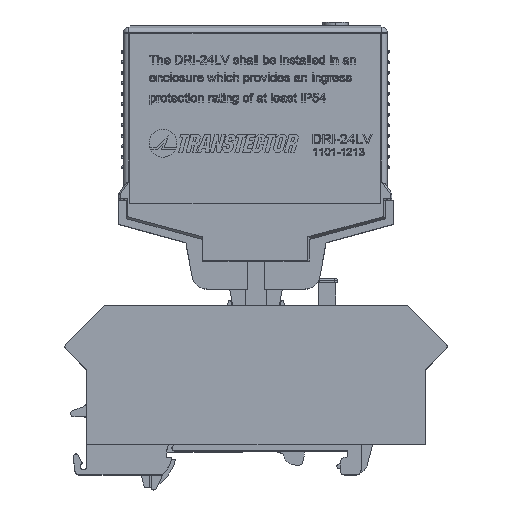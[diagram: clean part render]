
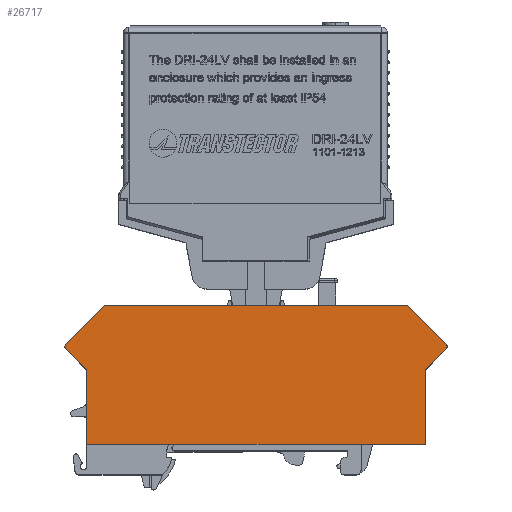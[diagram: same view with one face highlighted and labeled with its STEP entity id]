
A CAD part, top view. The second image highlights one B-rep face of the part: STEP entity #26717.
In plain terms, the highlighted free-form (B-spline) face has degree [1, 1] with [4, 2] control points.
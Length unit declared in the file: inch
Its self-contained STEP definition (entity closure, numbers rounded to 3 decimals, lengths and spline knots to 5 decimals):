
#2596 = LINE ( 'NONE', #41790, #57876 ) ;
#5318 = CARTESIAN_POINT ( 'NONE',  ( -1.13386, 1.08661, 0.09843 ) ) ;
#6216 = CARTESIAN_POINT ( 'NONE',  ( 1.26969, 0.60771, 0.09843 ) ) ;
#6374 = CARTESIAN_POINT ( 'NONE',  ( -1.43307, 0.04724, 0.09843 ) ) ;
#8646 = VERTEX_POINT ( 'NONE', #106430 ) ;
#9053 = EDGE_CURVE ( 'NONE', #128803, #8646, #168565, .T. ) ;
#12312 = CARTESIAN_POINT ( 'NONE',  ( 1.13386, 1.08661, 0.09843 ) ) ;
#14215 = DIRECTION ( 'NONE',  ( 0., -1., 0. ) ) ;
#14848 = VECTOR ( 'NONE', #119902, 39.37008 ) ;
#19971 = VERTEX_POINT ( 'NONE', #5318 ) ;
#21163 = CARTESIAN_POINT ( 'NONE',  ( 1.42731, 0.76533, 0.09843 ) ) ;
#22625 = CARTESIAN_POINT ( 'NONE',  ( -1.43307, 1.08661, 0.09843 ) ) ;
#25001 = CARTESIAN_POINT ( 'NONE',  ( -1.28058, 0.93989, 0.09843 ) ) ;
#25121 = ORIENTED_EDGE ( 'NONE', *, *, #196377, .F. ) ;
#26026 = LINE ( 'NONE', #124432, #129617 ) ;
#26717 = ADVANCED_FACE ( 'NONE', ( #184661 ), #114140, .T. ) ;
#30755 = EDGE_CURVE ( 'NONE', #167942, #163020, #184014, .T. ) ;
#32300 = ORIENTED_EDGE ( 'NONE', *, *, #41984, .T. ) ;
#32760 = EDGE_LOOP ( 'NONE', ( #119791, #142595, #39918, #84741, #198795, #171575, #70315, #32300, #152053, #25121 ) ) ;
#39918 = ORIENTED_EDGE ( 'NONE', *, *, #80820, .F. ) ;
#41790 = CARTESIAN_POINT ( 'NONE',  ( 1.26969, 0.04724, 0.09843 ) ) ;
#41984 = EDGE_CURVE ( 'NONE', #69923, #128803, #2596, .T. ) ;
#49273 = EDGE_CURVE ( 'NONE', #125838, #62085, #26026, .T. ) ;
#49754 = VERTEX_POINT ( 'NONE', #107990 ) ;
#55006 = CARTESIAN_POINT ( 'NONE',  ( -1.42731, 0.79317, 0.09843 ) ) ;
#55500 = CARTESIAN_POINT ( 'NONE',  ( 1.43307, 0.04724, 0.09843 ) ) ;
#56448 = VERTEX_POINT ( 'NONE', #12312 ) ;
#56812 = CARTESIAN_POINT ( 'NONE',  ( 1.13386, 1.08661, 0.09843 ) ) ;
#57870 = DIRECTION ( 'NONE',  ( 0., 0., -1. ) ) ;
#57876 = VECTOR ( 'NONE', #73417, 39.37008 ) ;
#58659 = LINE ( 'NONE', #197785, #145569 ) ;
#59303 = CARTESIAN_POINT ( 'NONE',  ( -1.32223, 0.66025, 0.09843 ) ) ;
#60592 = LINE ( 'NONE', #25001, #14848 ) ;
#62085 = VERTEX_POINT ( 'NONE', #180401 ) ;
#62289 = DIRECTION ( 'NONE',  ( 1., 0., 0. ) ) ;
#63058 = LINE ( 'NONE', #91302, #82422 ) ;
#69923 = VERTEX_POINT ( 'NONE', #177887 ) ;
#70315 = ORIENTED_EDGE ( 'NONE', *, *, #132618, .T. ) ;
#73417 = DIRECTION ( 'NONE',  ( 0., 1., 0. ) ) ;
#73979 = AXIS2_PLACEMENT_3D ( 'NONE', #181900, #57870, #121169 ) ;
#80820 = EDGE_CURVE ( 'NONE', #163020, #19971, #60592, .T. ) ;
#82422 = VECTOR ( 'NONE', #62289, 39.37008 ) ;
#82575 = AXIS2_PLACEMENT_3D ( 'NONE', #167866, #167205, #14215 ) ;
#83153 = CARTESIAN_POINT ( 'NONE',  ( -1.45032, 0.04724, 0.09843 ) ) ;
#84741 = ORIENTED_EDGE ( 'NONE', *, *, #30755, .F. ) ;
#89579 = CARTESIAN_POINT ( 'NONE',  ( -1.26969, 0.60771, 0.09843 ) ) ;
#91302 = CARTESIAN_POINT ( 'NONE',  ( 0., 1.08661, 0.09843 ) ) ;
#98656 = CARTESIAN_POINT ( 'NONE',  ( -1.45032, 1.08661, 0.09843 ) ) ;
#100547 = CIRCLE ( 'NONE', #73979, 0.01969 ) ;
#101463 = B_SPLINE_CURVE_WITH_KNOTS ( 'NONE', 3,
 ( #196228, #103781, #59303, #121937 ),
 .UNSPECIFIED., .F., .F.,
 ( 4, 4 ),
 ( 0., 1. ),
 .UNSPECIFIED. ) ;
#101968 = CARTESIAN_POINT ( 'NONE',  ( 1.43307, 1.08661, 0.09843 ) ) ;
#103781 = CARTESIAN_POINT ( 'NONE',  ( -1.37477, 0.71279, 0.09843 ) ) ;
#105261 = CARTESIAN_POINT ( 'NONE',  ( 1.45032, 0.04724, 0.09843 ) ) ;
#106430 = CARTESIAN_POINT ( 'NONE',  ( 1.42731, 0.76533, 0.09843 ) ) ;
#106555 = CARTESIAN_POINT ( 'NONE',  ( 1.45032, 1.08661, 0.09843 ) ) ;
#107990 = CARTESIAN_POINT ( 'NONE',  ( 1.42731, 0.79317, 0.09843 ) ) ;
#113178 = EDGE_CURVE ( 'NONE', #167942, #125838, #101463, .T. ) ;
#114140 = B_SPLINE_SURFACE_WITH_KNOTS ( 'NONE', 1, 1, ( 
 ( #83153, #98656 ),
 ( #6374, #22625 ),
 ( #55500, #101968 ),
 ( #105261, #106555 ) ),
 .UNSPECIFIED., .F., .F., .F.,
 ( 2, 1, 1, 2 ),
 ( 2, 2 ),
 ( -0.00602, 0., 1., 1.00602 ),
 ( 0., 1. ),
 .UNSPECIFIED. ) ;
#114636 = CARTESIAN_POINT ( 'NONE',  ( 1.32223, 0.66025, 0.09843 ) ) ;
#119457 = CARTESIAN_POINT ( 'NONE',  ( 1.23167, 0.9888, 0.09843 ) ) ;
#119791 = ORIENTED_EDGE ( 'NONE', *, *, #161899, .T. ) ;
#119902 = DIRECTION ( 'NONE',  ( 0.707, 0.707, 0. ) ) ;
#121169 = DIRECTION ( 'NONE',  ( 0., -1., 0. ) ) ;
#121937 = CARTESIAN_POINT ( 'NONE',  ( -1.26969, 0.60771, 0.09843 ) ) ;
#124432 = CARTESIAN_POINT ( 'NONE',  ( -1.26969, 0.04724, 0.09843 ) ) ;
#125838 = VERTEX_POINT ( 'NONE', #89579 ) ;
#128803 = VERTEX_POINT ( 'NONE', #140415 ) ;
#129617 = VECTOR ( 'NONE', #200023, 39.37008 ) ;
#132618 = EDGE_CURVE ( 'NONE', #62085, #69923, #58659, .T. ) ;
#140415 = CARTESIAN_POINT ( 'NONE',  ( 1.26969, 0.60771, 0.09843 ) ) ;
#142595 = ORIENTED_EDGE ( 'NONE', *, *, #174067, .F. ) ;
#145569 = VECTOR ( 'NONE', #168099, 39.37008 ) ;
#148564 = CARTESIAN_POINT ( 'NONE',  ( 1.32949, 0.89098, 0.09843 ) ) ;
#151472 = CARTESIAN_POINT ( 'NONE',  ( -1.42731, 0.76533, 0.09843 ) ) ;
#152053 = ORIENTED_EDGE ( 'NONE', *, *, #9053, .T. ) ;
#159593 = B_SPLINE_CURVE_WITH_KNOTS ( 'NONE', 3,
 ( #180170, #148564, #119457, #56812 ),
 .UNSPECIFIED., .F., .F.,
 ( 4, 4 ),
 ( 0., 1. ),
 .UNSPECIFIED. ) ;
#161899 = EDGE_CURVE ( 'NONE', #49754, #56448, #159593, .T. ) ;
#163020 = VERTEX_POINT ( 'NONE', #55006 ) ;
#167205 = DIRECTION ( 'NONE',  ( 0., 0., -1. ) ) ;
#167866 = CARTESIAN_POINT ( 'NONE',  ( -1.41339, 0.77925, 0.09843 ) ) ;
#167942 = VERTEX_POINT ( 'NONE', #151472 ) ;
#168099 = DIRECTION ( 'NONE',  ( 1., 0., 0. ) ) ;
#168565 = B_SPLINE_CURVE_WITH_KNOTS ( 'NONE', 3,
 ( #6216, #114636, #175417, #21163 ),
 .UNSPECIFIED., .F., .F.,
 ( 4, 4 ),
 ( 0., 1. ),
 .UNSPECIFIED. ) ;
#171575 = ORIENTED_EDGE ( 'NONE', *, *, #49273, .T. ) ;
#174067 = EDGE_CURVE ( 'NONE', #19971, #56448, #63058, .T. ) ;
#175417 = CARTESIAN_POINT ( 'NONE',  ( 1.37477, 0.71279, 0.09843 ) ) ;
#177887 = CARTESIAN_POINT ( 'NONE',  ( 1.26969, 0.04724, 0.09843 ) ) ;
#180170 = CARTESIAN_POINT ( 'NONE',  ( 1.42731, 0.79317, 0.09843 ) ) ;
#180401 = CARTESIAN_POINT ( 'NONE',  ( -1.26969, 0.04724, 0.09843 ) ) ;
#181900 = CARTESIAN_POINT ( 'NONE',  ( 1.41339, 0.77925, 0.09843 ) ) ;
#184014 = CIRCLE ( 'NONE', #82575, 0.01969 ) ;
#184661 = FACE_OUTER_BOUND ( 'NONE', #32760, .T. ) ;
#196228 = CARTESIAN_POINT ( 'NONE',  ( -1.42731, 0.76533, 0.09843 ) ) ;
#196377 = EDGE_CURVE ( 'NONE', #49754, #8646, #100547, .T. ) ;
#197785 = CARTESIAN_POINT ( 'NONE',  ( 0.00014, 0.04724, 0.09843 ) ) ;
#198795 = ORIENTED_EDGE ( 'NONE', *, *, #113178, .T. ) ;
#200023 = DIRECTION ( 'NONE',  ( 0., -1., 0. ) ) ;
